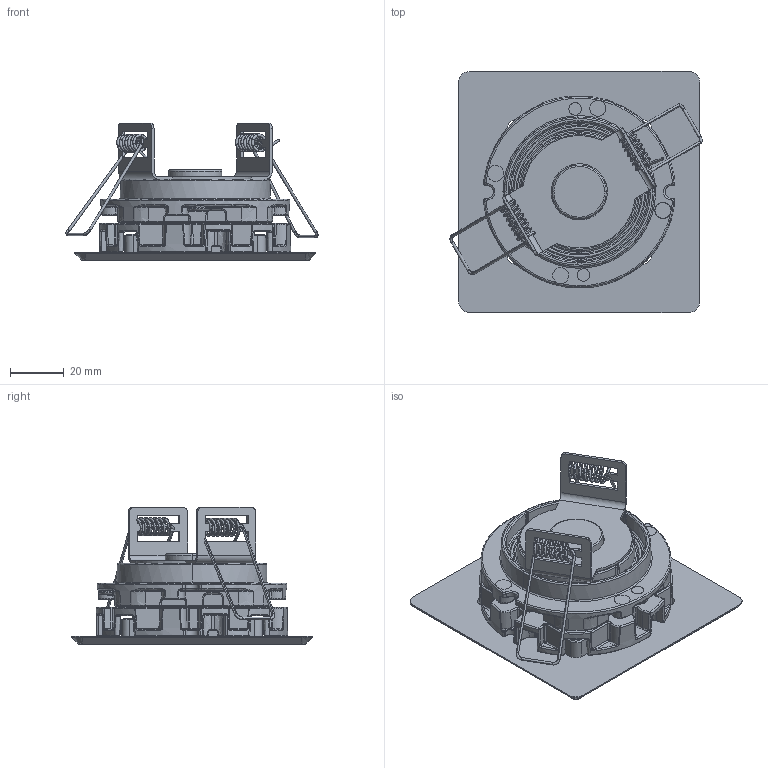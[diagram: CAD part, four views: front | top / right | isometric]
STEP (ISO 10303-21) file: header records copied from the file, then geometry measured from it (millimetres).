
FILE_DESCRIPTION(/* description */ (''),/* implementation_level */ '2;1');
FILE_NAME(/* name */ 'T4201200_EGO 90 DL FLAT QUADRO',/* time_stamp */ '2018-02-01T14:49:58+01:00',/* author */ (''),/* organization */ (''),/* preprocessor_version */ 'ST-DEVELOPER v15',/* originating_system */ '',/* authorisation */ '');
FILE_SCHEMA (('CONFIG_CONTROL_DESIGN'));
Products named in the file (1): Document
Bounding box: 94.14 x 90 x 51.5 mm (x, y, z)
Volume: 63995.1 mm3; surface area: 53936.7 mm2
Topology: 4 solids, 8 shells, 2315 faces, 5580 edges, 3100 vertices
Faces by surface type: bspline 1986, plane 329
Entity records: 121062 total; most frequent: CARTESIAN_POINT 91908, ORIENTED_EDGE 10799, EDGE_CURVE 5427, VERTEX_POINT 3106, EDGE_LOOP 2334, ADVANCED_FACE 2307, FACE_OUTER_BOUND 2307, B_SPLINE_CURVE_WITH_KNOTS 1735
